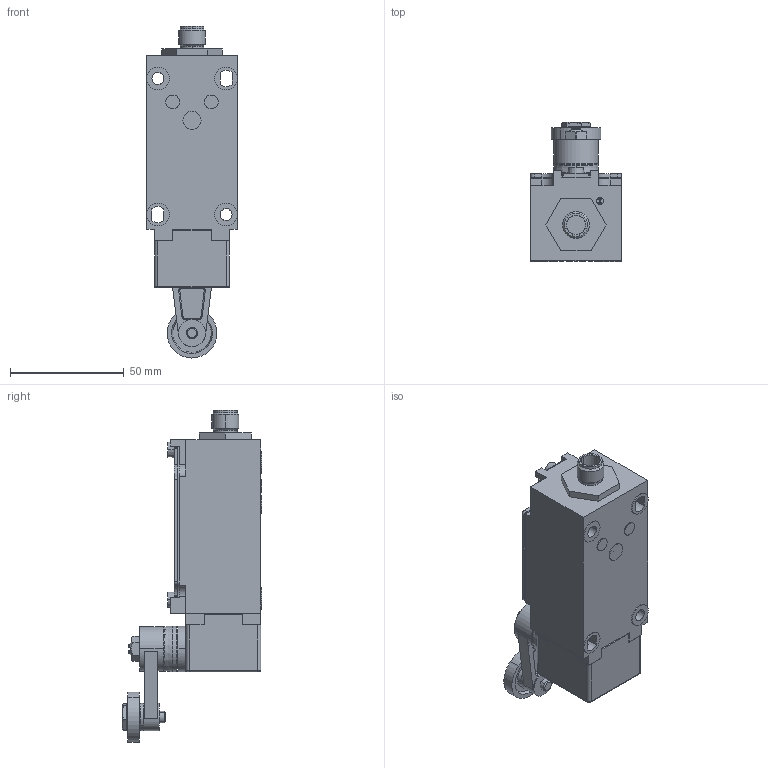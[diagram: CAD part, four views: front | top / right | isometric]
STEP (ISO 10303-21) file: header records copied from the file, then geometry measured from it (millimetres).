
FILE_DESCRIPTION(('STEP AP242'),'1');
FILE_NAME('switch_xckj10513d_ext.stp','2020-11-19T08:14:03',('TraceParts'),('TraceParts S.A.'),'Spatial InterOp 3D',' ',' ');
FILE_SCHEMA(('AP242_MANAGED_MODEL_BASED_3D_ENGINEERING_MIM_LF {1 0 10303 442 1 1 4}'));
Length unit declared in the file: millimetre
Products named in the file (1): switch_xckj10513d_ext_1
Bounding box: 40 x 61.4 x 146.25 mm (x, y, z)
Volume: 78651.3 mm3; surface area: 53926.2 mm2
Topology: 21 solids, 21 shells, 1078 faces, 2588 edges, 1626 vertices
Faces by surface type: plane 511, cylinder 360, cone 103, torus 69, bspline 35
Entity records: 33498 total; most frequent: CARTESIAN_POINT 7933, DIRECTION 5518, ORIENTED_EDGE 5162, EDGE_CURVE 2581, AXIS2_PLACEMENT_3D 2061, VERTEX_POINT 1626, LINE 1396, VECTOR 1396
